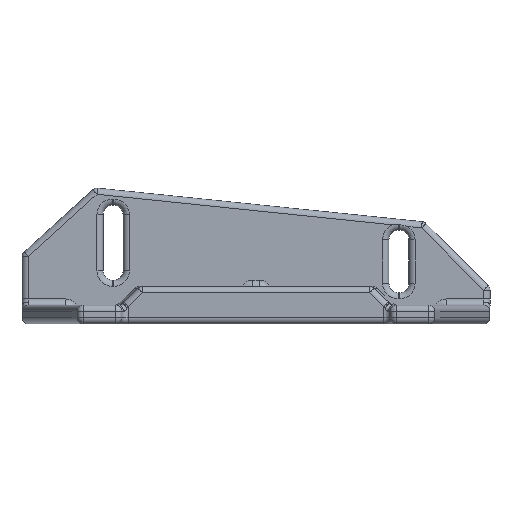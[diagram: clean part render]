
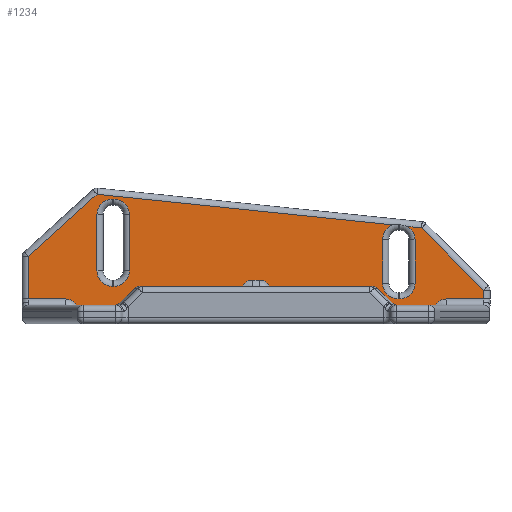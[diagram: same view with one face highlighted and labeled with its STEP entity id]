
A CAD part, front view. The second image highlights one B-rep face of the part: STEP entity #1234.
In plain terms, the highlighted planar face has unit normal (0, -1, 0).
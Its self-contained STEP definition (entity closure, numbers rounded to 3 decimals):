
#941=CARTESIAN_POINT('',(52.483,139.,0.017));
#942=DIRECTION('',(0.,1.,0.));
#943=DIRECTION('',(0.,0.,1.));
#944=AXIS2_PLACEMENT_3D('',#941,#942,#943);
#945=PLANE('',#944);
#946=CARTESIAN_POINT('',(17.183,139.,8.517));
#947=VERTEX_POINT('',#946);
#948=CARTESIAN_POINT('',(14.683,139.,6.017));
#949=VERTEX_POINT('',#948);
#950=CARTESIAN_POINT('',(14.683,139.,8.517));
#951=DIRECTION('',(0.,1.,0.));
#952=DIRECTION('',(0.,-0.,1.));
#953=AXIS2_PLACEMENT_3D('',#950,#951,#952);
#954=CIRCLE('',#953,2.5);
#955=EDGE_CURVE('',#947,#949,#954,.T.);
#956=ORIENTED_EDGE('',*,*,#955,.T.);
#957=CARTESIAN_POINT('',(14.483,139.,6.017));
#958=VERTEX_POINT('',#957);
#959=CARTESIAN_POINT('',(14.683,139.,6.017));
#960=DIRECTION('',(-1.,-0.,0.));
#961=VECTOR('',#960,0.2);
#962=LINE('',#959,#961);
#963=EDGE_CURVE('',#949,#958,#962,.T.);
#964=ORIENTED_EDGE('',*,*,#963,.T.);
#965=CARTESIAN_POINT('',(11.983,139.,8.517));
#966=VERTEX_POINT('',#965);
#967=CARTESIAN_POINT('',(14.483,139.,8.517));
#968=DIRECTION('',(0.,1.,0.));
#969=DIRECTION('',(0.,-0.,1.));
#970=AXIS2_PLACEMENT_3D('',#967,#968,#969);
#971=CIRCLE('',#970,2.5);
#972=EDGE_CURVE('',#958,#966,#971,.T.);
#973=ORIENTED_EDGE('',*,*,#972,.T.);
#974=CARTESIAN_POINT('',(11.983,139.,17.517));
#975=VERTEX_POINT('',#974);
#976=CARTESIAN_POINT('',(11.983,139.,8.517));
#977=DIRECTION('',(-0.,-0.,1.));
#978=VECTOR('',#977,9.);
#979=LINE('',#976,#978);
#980=EDGE_CURVE('',#966,#975,#979,.T.);
#981=ORIENTED_EDGE('',*,*,#980,.T.);
#982=CARTESIAN_POINT('',(14.483,139.,20.017));
#983=VERTEX_POINT('',#982);
#984=CARTESIAN_POINT('',(14.483,139.,17.517));
#985=DIRECTION('',(0.,1.,0.));
#986=DIRECTION('',(0.,-0.,1.));
#987=AXIS2_PLACEMENT_3D('',#984,#985,#986);
#988=CIRCLE('',#987,2.5);
#989=EDGE_CURVE('',#975,#983,#988,.T.);
#990=ORIENTED_EDGE('',*,*,#989,.T.);
#991=CARTESIAN_POINT('',(14.683,139.,20.017));
#992=VERTEX_POINT('',#991);
#993=CARTESIAN_POINT('',(14.483,139.,20.017));
#994=DIRECTION('',(1.,-0.,-0.));
#995=VECTOR('',#994,0.2);
#996=LINE('',#993,#995);
#997=EDGE_CURVE('',#983,#992,#996,.T.);
#998=ORIENTED_EDGE('',*,*,#997,.T.);
#999=CARTESIAN_POINT('',(17.183,139.,17.517));
#1000=VERTEX_POINT('',#999);
#1001=CARTESIAN_POINT('',(14.683,139.,17.517));
#1002=DIRECTION('',(0.,1.,0.));
#1003=DIRECTION('',(0.,-0.,1.));
#1004=AXIS2_PLACEMENT_3D('',#1001,#1002,#1003);
#1005=CIRCLE('',#1004,2.5);
#1006=EDGE_CURVE('',#992,#1000,#1005,.T.);
#1007=ORIENTED_EDGE('',*,*,#1006,.T.);
#1008=CARTESIAN_POINT('',(17.183,139.,17.517));
#1009=DIRECTION('',(-0.,-0.,-1.));
#1010=VECTOR('',#1009,9.);
#1011=LINE('',#1008,#1010);
#1012=EDGE_CURVE('',#1000,#947,#1011,.T.);
#1013=ORIENTED_EDGE('',*,*,#1012,.T.);
#1014=EDGE_LOOP('',(#956,#964,#973,#981,#990,#998,#1007,#1013));
#1015=FACE_BOUND('',#1014,.T.);
#1016=CARTESIAN_POINT('',(67.983,139.,4.017));
#1017=VERTEX_POINT('',#1016);
#1018=CARTESIAN_POINT('',(73.995,139.,4.017));
#1019=VERTEX_POINT('',#1018);
#1020=CARTESIAN_POINT('',(67.983,139.,4.017));
#1021=DIRECTION('',(1.,0.,-0.));
#1022=VECTOR('',#1021,6.011);
#1023=LINE('',#1020,#1022);
#1024=EDGE_CURVE('',#1017,#1019,#1023,.T.);
#1025=ORIENTED_EDGE('',*,*,#1024,.T.);
#1026=CARTESIAN_POINT('',(73.995,139.,5.431));
#1027=VERTEX_POINT('',#1026);
#1028=CARTESIAN_POINT('',(73.995,139.,4.017));
#1029=DIRECTION('',(0.,0.,1.));
#1030=VECTOR('',#1029,1.414);
#1031=LINE('',#1028,#1030);
#1032=EDGE_CURVE('',#1019,#1027,#1031,.T.);
#1033=ORIENTED_EDGE('',*,*,#1032,.T.);
#1034=CARTESIAN_POINT('',(64.023,139.,15.403));
#1035=VERTEX_POINT('',#1034);
#1036=CARTESIAN_POINT('',(73.995,139.,5.431));
#1037=DIRECTION('',(-0.707,0.,0.707));
#1038=VECTOR('',#1037,14.102);
#1039=LINE('',#1036,#1038);
#1040=EDGE_CURVE('',#1027,#1035,#1039,.T.);
#1041=ORIENTED_EDGE('',*,*,#1040,.T.);
#1042=CARTESIAN_POINT('',(61.818,139.,15.631));
#1043=VERTEX_POINT('',#1042);
#1044=CARTESIAN_POINT('',(64.023,139.,15.403));
#1045=DIRECTION('',(-0.995,-0.,0.103));
#1046=VECTOR('',#1045,2.217);
#1047=LINE('',#1044,#1046);
#1048=EDGE_CURVE('',#1035,#1043,#1047,.T.);
#1049=ORIENTED_EDGE('',*,*,#1048,.T.);
#1050=CARTESIAN_POINT('',(62.983,139.,13.517));
#1051=VERTEX_POINT('',#1050);
#1052=CARTESIAN_POINT('',(60.483,139.,13.517));
#1053=DIRECTION('',(0.,1.,0.));
#1054=DIRECTION('',(0.,-0.,1.));
#1055=AXIS2_PLACEMENT_3D('',#1052,#1053,#1054);
#1056=CIRCLE('',#1055,2.5);
#1057=EDGE_CURVE('',#1043,#1051,#1056,.T.);
#1058=ORIENTED_EDGE('',*,*,#1057,.T.);
#1059=CARTESIAN_POINT('',(62.983,139.,6.517));
#1060=VERTEX_POINT('',#1059);
#1061=CARTESIAN_POINT('',(62.983,139.,13.517));
#1062=DIRECTION('',(-0.,-0.,-1.));
#1063=VECTOR('',#1062,7.);
#1064=LINE('',#1061,#1063);
#1065=EDGE_CURVE('',#1051,#1060,#1064,.T.);
#1066=ORIENTED_EDGE('',*,*,#1065,.T.);
#1067=CARTESIAN_POINT('',(60.483,139.,4.017));
#1068=VERTEX_POINT('',#1067);
#1069=CARTESIAN_POINT('',(60.483,139.,6.517));
#1070=DIRECTION('',(0.,1.,0.));
#1071=DIRECTION('',(0.,-0.,1.));
#1072=AXIS2_PLACEMENT_3D('',#1069,#1070,#1071);
#1073=CIRCLE('',#1072,2.5);
#1074=EDGE_CURVE('',#1060,#1068,#1073,.T.);
#1075=ORIENTED_EDGE('',*,*,#1074,.T.);
#1076=CARTESIAN_POINT('',(60.283,139.,4.017));
#1077=VERTEX_POINT('',#1076);
#1078=CARTESIAN_POINT('',(60.483,139.,4.017));
#1079=DIRECTION('',(-1.,-0.,0.));
#1080=VECTOR('',#1079,0.2);
#1081=LINE('',#1078,#1080);
#1082=EDGE_CURVE('',#1068,#1077,#1081,.T.);
#1083=ORIENTED_EDGE('',*,*,#1082,.T.);
#1084=CARTESIAN_POINT('',(57.783,139.,6.517));
#1085=VERTEX_POINT('',#1084);
#1086=CARTESIAN_POINT('',(60.283,139.,6.517));
#1087=DIRECTION('',(0.,1.,0.));
#1088=DIRECTION('',(0.,-0.,1.));
#1089=AXIS2_PLACEMENT_3D('',#1086,#1087,#1088);
#1090=CIRCLE('',#1089,2.5);
#1091=EDGE_CURVE('',#1077,#1085,#1090,.T.);
#1092=ORIENTED_EDGE('',*,*,#1091,.T.);
#1093=CARTESIAN_POINT('',(57.783,139.,13.517));
#1094=VERTEX_POINT('',#1093);
#1095=CARTESIAN_POINT('',(57.783,139.,6.517));
#1096=DIRECTION('',(-0.,-0.,1.));
#1097=VECTOR('',#1096,7.);
#1098=LINE('',#1095,#1097);
#1099=EDGE_CURVE('',#1085,#1094,#1098,.T.);
#1100=ORIENTED_EDGE('',*,*,#1099,.T.);
#1101=CARTESIAN_POINT('',(59.454,139.,15.875));
#1102=VERTEX_POINT('',#1101);
#1103=CARTESIAN_POINT('',(60.283,139.,13.517));
#1104=DIRECTION('',(0.,1.,0.));
#1105=DIRECTION('',(0.,-0.,1.));
#1106=AXIS2_PLACEMENT_3D('',#1103,#1104,#1105);
#1107=CIRCLE('',#1106,2.5);
#1108=EDGE_CURVE('',#1094,#1102,#1107,.T.);
#1109=ORIENTED_EDGE('',*,*,#1108,.T.);
#1110=CARTESIAN_POINT('',(11.998,139.,20.783));
#1111=VERTEX_POINT('',#1110);
#1112=CARTESIAN_POINT('',(59.454,139.,15.875));
#1113=DIRECTION('',(-0.995,-0.,0.103));
#1114=VECTOR('',#1113,47.709);
#1115=LINE('',#1112,#1114);
#1116=EDGE_CURVE('',#1102,#1111,#1115,.T.);
#1117=ORIENTED_EDGE('',*,*,#1116,.T.);
#1118=CARTESIAN_POINT('',(0.972,139.,10.839));
#1119=VERTEX_POINT('',#1118);
#1120=CARTESIAN_POINT('',(11.998,139.,20.783));
#1121=DIRECTION('',(-0.743,0.,-0.67));
#1122=VECTOR('',#1121,14.849);
#1123=LINE('',#1120,#1122);
#1124=EDGE_CURVE('',#1111,#1119,#1123,.T.);
#1125=ORIENTED_EDGE('',*,*,#1124,.T.);
#1126=CARTESIAN_POINT('',(0.972,139.,4.017));
#1127=VERTEX_POINT('',#1126);
#1128=CARTESIAN_POINT('',(0.972,139.,10.839));
#1129=DIRECTION('',(0.,0.,-1.));
#1130=VECTOR('',#1129,6.822);
#1131=LINE('',#1128,#1130);
#1132=EDGE_CURVE('',#1119,#1127,#1131,.T.);
#1133=ORIENTED_EDGE('',*,*,#1132,.T.);
#1134=CARTESIAN_POINT('',(6.983,139.,4.017));
#1135=VERTEX_POINT('',#1134);
#1136=CARTESIAN_POINT('',(0.972,139.,4.017));
#1137=DIRECTION('',(1.,0.,-0.));
#1138=VECTOR('',#1137,6.011);
#1139=LINE('',#1136,#1138);
#1140=EDGE_CURVE('',#1127,#1135,#1139,.T.);
#1141=ORIENTED_EDGE('',*,*,#1140,.T.);
#1142=CARTESIAN_POINT('',(8.983,139.,2.017));
#1143=VERTEX_POINT('',#1142);
#1144=CARTESIAN_POINT('',(6.983,139.,2.017));
#1145=DIRECTION('',(-0.,-1.,-0.));
#1146=DIRECTION('',(0.,-0.,1.));
#1147=AXIS2_PLACEMENT_3D('',#1144,#1145,#1146);
#1148=CIRCLE('',#1147,2.);
#1149=EDGE_CURVE('',#1143,#1135,#1148,.T.);
#1150=ORIENTED_EDGE('',*,*,#1149,.F.);
#1151=CARTESIAN_POINT('',(8.983,139.,1.017));
#1152=VERTEX_POINT('',#1151);
#1153=CARTESIAN_POINT('',(8.983,139.,2.017));
#1154=DIRECTION('',(-0.,-0.,-1.));
#1155=VECTOR('',#1154,1.);
#1156=LINE('',#1153,#1155);
#1157=EDGE_CURVE('',#1143,#1152,#1156,.T.);
#1158=ORIENTED_EDGE('',*,*,#1157,.T.);
#1159=CARTESIAN_POINT('',(34.983,139.,1.017));
#1160=VERTEX_POINT('',#1159);
#1161=CARTESIAN_POINT('',(8.983,139.,1.017));
#1162=DIRECTION('',(1.,0.,-0.));
#1163=VECTOR('',#1162,26.);
#1164=LINE('',#1161,#1163);
#1165=EDGE_CURVE('',#1152,#1160,#1164,.T.);
#1166=ORIENTED_EDGE('',*,*,#1165,.T.);
#1167=CARTESIAN_POINT('',(34.983,139.,5.017));
#1168=VERTEX_POINT('',#1167);
#1169=CARTESIAN_POINT('',(34.983,139.,1.017));
#1170=DIRECTION('',(0.,-0.,1.));
#1171=VECTOR('',#1170,4.);
#1172=LINE('',#1169,#1171);
#1173=EDGE_CURVE('',#1160,#1168,#1172,.T.);
#1174=ORIENTED_EDGE('',*,*,#1173,.T.);
#1175=CARTESIAN_POINT('',(36.983,139.,7.017));
#1176=VERTEX_POINT('',#1175);
#1177=CARTESIAN_POINT('',(36.983,139.,5.017));
#1178=DIRECTION('',(-0.,-1.,-0.));
#1179=DIRECTION('',(0.,-0.,1.));
#1180=AXIS2_PLACEMENT_3D('',#1177,#1178,#1179);
#1181=CIRCLE('',#1180,2.);
#1182=EDGE_CURVE('',#1176,#1168,#1181,.T.);
#1183=ORIENTED_EDGE('',*,*,#1182,.F.);
#1184=CARTESIAN_POINT('',(37.983,139.,7.017));
#1185=VERTEX_POINT('',#1184);
#1186=CARTESIAN_POINT('',(36.983,139.,7.017));
#1187=DIRECTION('',(1.,0.,-0.));
#1188=VECTOR('',#1187,1.);
#1189=LINE('',#1186,#1188);
#1190=EDGE_CURVE('',#1176,#1185,#1189,.T.);
#1191=ORIENTED_EDGE('',*,*,#1190,.T.);
#1192=CARTESIAN_POINT('',(39.983,139.,5.017));
#1193=VERTEX_POINT('',#1192);
#1194=CARTESIAN_POINT('',(37.983,139.,5.017));
#1195=DIRECTION('',(-0.,-1.,-0.));
#1196=DIRECTION('',(0.,-0.,1.));
#1197=AXIS2_PLACEMENT_3D('',#1194,#1195,#1196);
#1198=CIRCLE('',#1197,2.);
#1199=EDGE_CURVE('',#1193,#1185,#1198,.T.);
#1200=ORIENTED_EDGE('',*,*,#1199,.F.);
#1201=CARTESIAN_POINT('',(39.983,139.,1.017));
#1202=VERTEX_POINT('',#1201);
#1203=CARTESIAN_POINT('',(39.983,139.,5.017));
#1204=DIRECTION('',(-0.,0.,-1.));
#1205=VECTOR('',#1204,4.);
#1206=LINE('',#1203,#1205);
#1207=EDGE_CURVE('',#1193,#1202,#1206,.T.);
#1208=ORIENTED_EDGE('',*,*,#1207,.T.);
#1209=CARTESIAN_POINT('',(65.983,139.,1.017));
#1210=VERTEX_POINT('',#1209);
#1211=CARTESIAN_POINT('',(39.983,139.,1.017));
#1212=DIRECTION('',(1.,-0.,-0.));
#1213=VECTOR('',#1212,26.);
#1214=LINE('',#1211,#1213);
#1215=EDGE_CURVE('',#1202,#1210,#1214,.T.);
#1216=ORIENTED_EDGE('',*,*,#1215,.T.);
#1217=CARTESIAN_POINT('',(65.983,139.,2.017));
#1218=VERTEX_POINT('',#1217);
#1219=CARTESIAN_POINT('',(65.983,139.,1.017));
#1220=DIRECTION('',(0.,0.,1.));
#1221=VECTOR('',#1220,1.);
#1222=LINE('',#1219,#1221);
#1223=EDGE_CURVE('',#1210,#1218,#1222,.T.);
#1224=ORIENTED_EDGE('',*,*,#1223,.T.);
#1225=CARTESIAN_POINT('',(67.983,139.,2.017));
#1226=DIRECTION('',(-0.,-1.,-0.));
#1227=DIRECTION('',(0.,-0.,1.));
#1228=AXIS2_PLACEMENT_3D('',#1225,#1226,#1227);
#1229=CIRCLE('',#1228,2.);
#1230=EDGE_CURVE('',#1017,#1218,#1229,.T.);
#1231=ORIENTED_EDGE('',*,*,#1230,.F.);
#1232=EDGE_LOOP('',(#1025,#1033,#1041,#1049,#1058,#1066,#1075,#1083,#1092,#1100,#1109,#1117,#1125,#1133,#1141,#1150,#1158,#1166,#1174,#1183,#1191,#1200,#1208,#1216,#1224,#1231));
#1233=FACE_BOUND('',#1232,.T.);
#1234=ADVANCED_FACE('',(#1015,#1233),#945,.F.);
